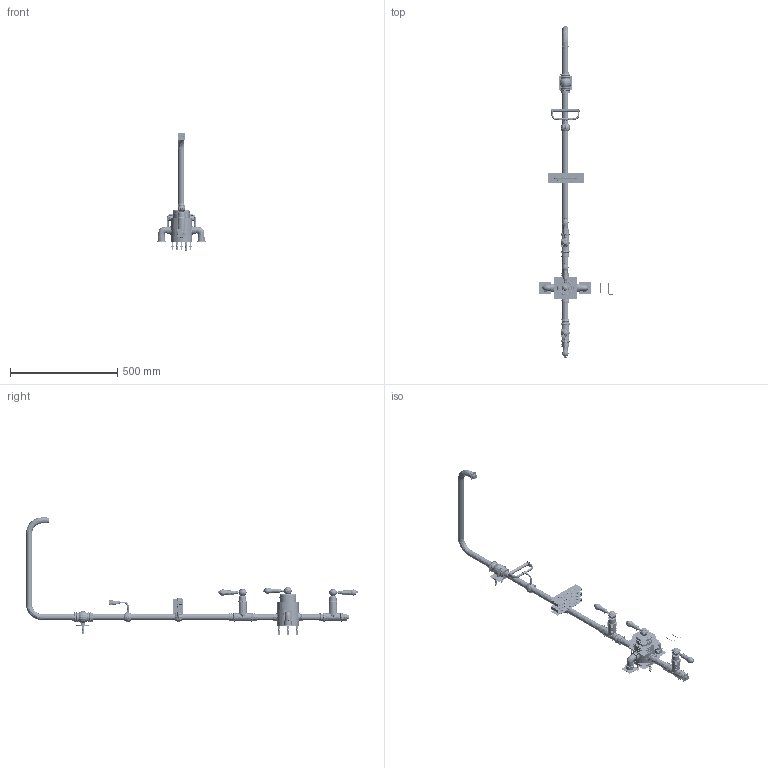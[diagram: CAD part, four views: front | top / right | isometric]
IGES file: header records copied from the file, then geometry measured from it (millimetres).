
Start section:  PTC IGES file: bf3s-sl0007-21.igs
Global section: file name: bf3s-sl0007-21.igs; native system: Creo Elements/Pro by Parametric Technology Corporation; preprocessor: 2011080; author: Administrator; organization: Unknown; date: 20150425.135918; units: millimetre
Bounding box: 339.7 x 1544.22 x 546.58 mm (x, y, z)
Volume: 1281639.8 mm3; surface area: 5885105.2 mm2
Topology: 145 solids, 150 shells, 14450 faces, 74600 edges, 95024 vertices
Faces by surface type: revolution 8672, bspline 5770, extrusion 8
